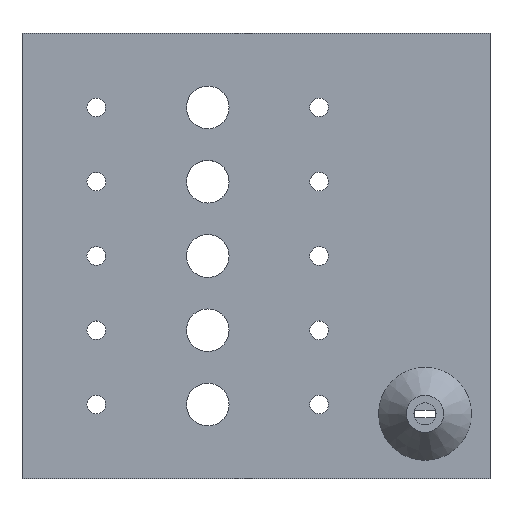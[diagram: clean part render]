
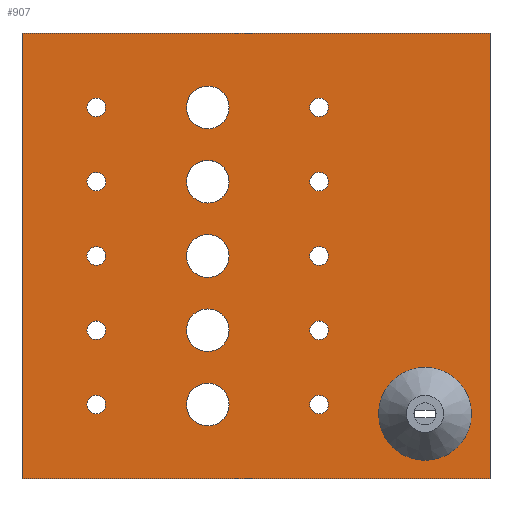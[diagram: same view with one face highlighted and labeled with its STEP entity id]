
A CAD part, top view. The second image highlights one B-rep face of the part: STEP entity #907.
In plain terms, the highlighted planar face has unit normal (0, 0, 1).
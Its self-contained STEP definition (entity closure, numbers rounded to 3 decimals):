
#33=FACE_BOUND('',#218,.T.);
#34=FACE_BOUND('',#219,.T.);
#35=FACE_BOUND('',#220,.T.);
#36=FACE_BOUND('',#221,.T.);
#37=FACE_BOUND('',#222,.T.);
#38=FACE_BOUND('',#223,.T.);
#39=FACE_BOUND('',#224,.T.);
#40=FACE_BOUND('',#225,.T.);
#41=FACE_BOUND('',#226,.T.);
#42=FACE_BOUND('',#227,.T.);
#43=FACE_BOUND('',#228,.T.);
#44=FACE_BOUND('',#229,.T.);
#45=FACE_BOUND('',#230,.T.);
#46=FACE_BOUND('',#231,.T.);
#47=FACE_BOUND('',#232,.T.);
#48=FACE_BOUND('',#233,.T.);
#91=CIRCLE('',#958,2.5);
#93=CIRCLE('',#961,5.75);
#95=CIRCLE('',#964,2.5);
#97=CIRCLE('',#967,2.5);
#99=CIRCLE('',#970,2.5);
#101=CIRCLE('',#973,5.75);
#103=CIRCLE('',#976,2.5);
#105=CIRCLE('',#979,2.5);
#107=CIRCLE('',#982,5.75);
#109=CIRCLE('',#985,5.75);
#111=CIRCLE('',#988,2.5);
#113=CIRCLE('',#991,2.5);
#115=CIRCLE('',#994,5.75);
#117=CIRCLE('',#997,2.5);
#119=CIRCLE('',#1000,2.5);
#166=FACE_OUTER_BOUND('',#217,.T.);
#217=EDGE_LOOP('',(#786,#787,#788,#789));
#218=EDGE_LOOP('',(#790));
#219=EDGE_LOOP('',(#791));
#220=EDGE_LOOP('',(#792));
#221=EDGE_LOOP('',(#793));
#222=EDGE_LOOP('',(#794));
#223=EDGE_LOOP('',(#795));
#224=EDGE_LOOP('',(#796));
#225=EDGE_LOOP('',(#797));
#226=EDGE_LOOP('',(#798));
#227=EDGE_LOOP('',(#799));
#228=EDGE_LOOP('',(#800));
#229=EDGE_LOOP('',(#801));
#230=EDGE_LOOP('',(#802));
#231=EDGE_LOOP('',(#803));
#232=EDGE_LOOP('',(#804));
#233=EDGE_LOOP('',(#805,#806,#807,#808));
#310=LINE('',#1480,#387);
#313=LINE('',#1486,#390);
#316=LINE('',#1492,#393);
#319=LINE('',#1496,#396);
#321=LINE('',#1501,#398);
#323=LINE('',#1505,#400);
#325=LINE('',#1509,#402);
#327=LINE('',#1512,#404);
#387=VECTOR('',#1233,10.);
#390=VECTOR('',#1238,10.);
#393=VECTOR('',#1243,10.);
#396=VECTOR('',#1248,10.);
#398=VECTOR('',#1252,10.);
#400=VECTOR('',#1256,10.);
#402=VECTOR('',#1260,10.);
#404=VECTOR('',#1264,10.);
#439=VERTEX_POINT('',#1384);
#441=VERTEX_POINT('',#1390);
#443=VERTEX_POINT('',#1396);
#445=VERTEX_POINT('',#1402);
#447=VERTEX_POINT('',#1408);
#449=VERTEX_POINT('',#1414);
#451=VERTEX_POINT('',#1420);
#453=VERTEX_POINT('',#1426);
#455=VERTEX_POINT('',#1432);
#457=VERTEX_POINT('',#1438);
#459=VERTEX_POINT('',#1444);
#461=VERTEX_POINT('',#1450);
#463=VERTEX_POINT('',#1456);
#465=VERTEX_POINT('',#1462);
#467=VERTEX_POINT('',#1468);
#471=VERTEX_POINT('',#1477);
#472=VERTEX_POINT('',#1479);
#474=VERTEX_POINT('',#1485);
#476=VERTEX_POINT('',#1491);
#477=VERTEX_POINT('',#1498);
#478=VERTEX_POINT('',#1500);
#479=VERTEX_POINT('',#1504);
#480=VERTEX_POINT('',#1508);
#533=EDGE_CURVE('',#439,#439,#91,.T.);
#536=EDGE_CURVE('',#441,#441,#93,.T.);
#539=EDGE_CURVE('',#443,#443,#95,.T.);
#542=EDGE_CURVE('',#445,#445,#97,.T.);
#545=EDGE_CURVE('',#447,#447,#99,.T.);
#548=EDGE_CURVE('',#449,#449,#101,.T.);
#551=EDGE_CURVE('',#451,#451,#103,.T.);
#554=EDGE_CURVE('',#453,#453,#105,.T.);
#557=EDGE_CURVE('',#455,#455,#107,.T.);
#560=EDGE_CURVE('',#457,#457,#109,.T.);
#563=EDGE_CURVE('',#459,#459,#111,.T.);
#566=EDGE_CURVE('',#461,#461,#113,.T.);
#569=EDGE_CURVE('',#463,#463,#115,.T.);
#572=EDGE_CURVE('',#465,#465,#117,.T.);
#575=EDGE_CURVE('',#467,#467,#119,.T.);
#580=EDGE_CURVE('',#472,#471,#310,.T.);
#583=EDGE_CURVE('',#474,#472,#313,.T.);
#586=EDGE_CURVE('',#476,#474,#316,.T.);
#589=EDGE_CURVE('',#471,#476,#319,.T.);
#591=EDGE_CURVE('',#478,#477,#321,.T.);
#593=EDGE_CURVE('',#479,#478,#323,.T.);
#595=EDGE_CURVE('',#480,#479,#325,.T.);
#597=EDGE_CURVE('',#477,#480,#327,.T.);
#786=ORIENTED_EDGE('',*,*,#597,.T.);
#787=ORIENTED_EDGE('',*,*,#595,.T.);
#788=ORIENTED_EDGE('',*,*,#593,.T.);
#789=ORIENTED_EDGE('',*,*,#591,.T.);
#790=ORIENTED_EDGE('',*,*,#533,.T.);
#791=ORIENTED_EDGE('',*,*,#536,.T.);
#792=ORIENTED_EDGE('',*,*,#539,.T.);
#793=ORIENTED_EDGE('',*,*,#542,.T.);
#794=ORIENTED_EDGE('',*,*,#545,.T.);
#795=ORIENTED_EDGE('',*,*,#548,.T.);
#796=ORIENTED_EDGE('',*,*,#551,.T.);
#797=ORIENTED_EDGE('',*,*,#554,.T.);
#798=ORIENTED_EDGE('',*,*,#557,.T.);
#799=ORIENTED_EDGE('',*,*,#560,.T.);
#800=ORIENTED_EDGE('',*,*,#563,.T.);
#801=ORIENTED_EDGE('',*,*,#566,.T.);
#802=ORIENTED_EDGE('',*,*,#569,.T.);
#803=ORIENTED_EDGE('',*,*,#572,.T.);
#804=ORIENTED_EDGE('',*,*,#575,.T.);
#805=ORIENTED_EDGE('',*,*,#586,.T.);
#806=ORIENTED_EDGE('',*,*,#583,.T.);
#807=ORIENTED_EDGE('',*,*,#580,.T.);
#808=ORIENTED_EDGE('',*,*,#589,.T.);
#860=PLANE('',#1010);
#907=ADVANCED_FACE('',(#166,#33,#34,#35,#36,#37,#38,#39,#40,#41,#42,#43,
#44,#45,#46,#47,#48),#860,.T.);
#958=AXIS2_PLACEMENT_3D('',#1385,#1126,#1127);
#961=AXIS2_PLACEMENT_3D('',#1391,#1133,#1134);
#964=AXIS2_PLACEMENT_3D('',#1397,#1140,#1141);
#967=AXIS2_PLACEMENT_3D('',#1403,#1147,#1148);
#970=AXIS2_PLACEMENT_3D('',#1409,#1154,#1155);
#973=AXIS2_PLACEMENT_3D('',#1415,#1161,#1162);
#976=AXIS2_PLACEMENT_3D('',#1421,#1168,#1169);
#979=AXIS2_PLACEMENT_3D('',#1427,#1175,#1176);
#982=AXIS2_PLACEMENT_3D('',#1433,#1182,#1183);
#985=AXIS2_PLACEMENT_3D('',#1439,#1189,#1190);
#988=AXIS2_PLACEMENT_3D('',#1445,#1196,#1197);
#991=AXIS2_PLACEMENT_3D('',#1451,#1203,#1204);
#994=AXIS2_PLACEMENT_3D('',#1457,#1210,#1211);
#997=AXIS2_PLACEMENT_3D('',#1463,#1217,#1218);
#1000=AXIS2_PLACEMENT_3D('',#1469,#1224,#1225);
#1010=AXIS2_PLACEMENT_3D('',#1513,#1265,#1266);
#1126=DIRECTION('center_axis',(0.,0.,-1.));
#1127=DIRECTION('ref_axis',(-1.,0.,0.));
#1133=DIRECTION('center_axis',(0.,0.,-1.));
#1134=DIRECTION('ref_axis',(-1.,0.,0.));
#1140=DIRECTION('center_axis',(0.,0.,-1.));
#1141=DIRECTION('ref_axis',(-1.,0.,0.));
#1147=DIRECTION('center_axis',(0.,0.,-1.));
#1148=DIRECTION('ref_axis',(-1.,0.,0.));
#1154=DIRECTION('center_axis',(0.,0.,-1.));
#1155=DIRECTION('ref_axis',(-1.,0.,0.));
#1161=DIRECTION('center_axis',(0.,0.,-1.));
#1162=DIRECTION('ref_axis',(-1.,0.,0.));
#1168=DIRECTION('center_axis',(0.,0.,-1.));
#1169=DIRECTION('ref_axis',(-1.,0.,0.));
#1175=DIRECTION('center_axis',(0.,0.,-1.));
#1176=DIRECTION('ref_axis',(-1.,0.,0.));
#1182=DIRECTION('center_axis',(0.,0.,-1.));
#1183=DIRECTION('ref_axis',(-1.,0.,0.));
#1189=DIRECTION('center_axis',(0.,0.,-1.));
#1190=DIRECTION('ref_axis',(-1.,0.,0.));
#1196=DIRECTION('center_axis',(0.,0.,-1.));
#1197=DIRECTION('ref_axis',(-1.,0.,0.));
#1203=DIRECTION('center_axis',(0.,0.,-1.));
#1204=DIRECTION('ref_axis',(-1.,0.,0.));
#1210=DIRECTION('center_axis',(0.,0.,-1.));
#1211=DIRECTION('ref_axis',(-1.,0.,0.));
#1217=DIRECTION('center_axis',(0.,0.,-1.));
#1218=DIRECTION('ref_axis',(-1.,0.,0.));
#1224=DIRECTION('center_axis',(0.,0.,-1.));
#1225=DIRECTION('ref_axis',(-1.,0.,0.));
#1233=DIRECTION('',(0.,1.,0.));
#1238=DIRECTION('',(-1.,0.,0.));
#1243=DIRECTION('',(0.,-1.,0.));
#1248=DIRECTION('',(1.,0.,0.));
#1252=DIRECTION('',(-1.,0.,0.));
#1256=DIRECTION('',(0.,1.,0.));
#1260=DIRECTION('',(1.,0.,0.));
#1264=DIRECTION('',(0.,-1.,0.));
#1265=DIRECTION('center_axis',(0.,0.,1.));
#1266=DIRECTION('ref_axis',(1.,0.,0.));
#1384=CARTESIAN_POINT('',(82.5,60.,3.));
#1385=CARTESIAN_POINT('Origin',(80.,60.,3.));
#1390=CARTESIAN_POINT('',(55.75,80.,3.));
#1391=CARTESIAN_POINT('Origin',(50.,80.,3.));
#1396=CARTESIAN_POINT('',(22.5,20.,3.));
#1397=CARTESIAN_POINT('Origin',(20.,20.,3.));
#1402=CARTESIAN_POINT('',(22.5,100.,3.));
#1403=CARTESIAN_POINT('Origin',(20.,100.,3.));
#1408=CARTESIAN_POINT('',(22.5,40.,3.));
#1409=CARTESIAN_POINT('Origin',(20.,40.,3.));
#1414=CARTESIAN_POINT('',(55.75,60.,3.));
#1415=CARTESIAN_POINT('Origin',(50.,60.,3.));
#1420=CARTESIAN_POINT('',(82.5,80.,3.));
#1421=CARTESIAN_POINT('Origin',(80.,80.,3.));
#1426=CARTESIAN_POINT('',(82.5,40.,3.));
#1427=CARTESIAN_POINT('Origin',(80.,40.,3.));
#1432=CARTESIAN_POINT('',(55.75,100.,3.));
#1433=CARTESIAN_POINT('Origin',(50.,100.,3.));
#1438=CARTESIAN_POINT('',(55.75,20.,3.));
#1439=CARTESIAN_POINT('Origin',(50.,20.,3.));
#1444=CARTESIAN_POINT('',(22.5,80.,3.));
#1445=CARTESIAN_POINT('Origin',(20.,80.,3.));
#1450=CARTESIAN_POINT('',(22.5,60.,3.));
#1451=CARTESIAN_POINT('Origin',(20.,60.,3.));
#1456=CARTESIAN_POINT('',(55.75,40.,3.));
#1457=CARTESIAN_POINT('Origin',(50.,40.,3.));
#1462=CARTESIAN_POINT('',(82.5,100.,3.));
#1463=CARTESIAN_POINT('Origin',(80.,100.,3.));
#1468=CARTESIAN_POINT('',(82.5,20.,3.));
#1469=CARTESIAN_POINT('Origin',(80.,20.,3.));
#1477=CARTESIAN_POINT('',(105.675,18.511,3.));
#1479=CARTESIAN_POINT('',(105.675,16.489,3.));
#1480=CARTESIAN_POINT('',(105.675,38.245,3.));
#1485=CARTESIAN_POINT('',(111.325,16.489,3.));
#1486=CARTESIAN_POINT('',(87.162,16.489,3.));
#1491=CARTESIAN_POINT('',(111.325,18.511,3.));
#1492=CARTESIAN_POINT('',(111.325,39.255,3.));
#1496=CARTESIAN_POINT('',(84.338,18.511,3.));
#1498=CARTESIAN_POINT('',(0.,120.,3.));
#1500=CARTESIAN_POINT('',(126.,120.,3.));
#1501=CARTESIAN_POINT('',(126.,120.,3.));
#1504=CARTESIAN_POINT('',(126.,0.,3.));
#1505=CARTESIAN_POINT('',(126.,0.,3.));
#1508=CARTESIAN_POINT('',(0.,0.,3.));
#1509=CARTESIAN_POINT('',(0.,0.,3.));
#1512=CARTESIAN_POINT('',(0.,120.,3.));
#1513=CARTESIAN_POINT('Origin',(63.,60.,3.));
